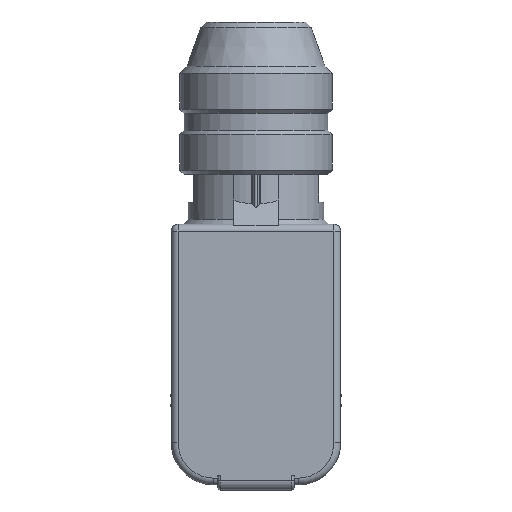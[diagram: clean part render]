
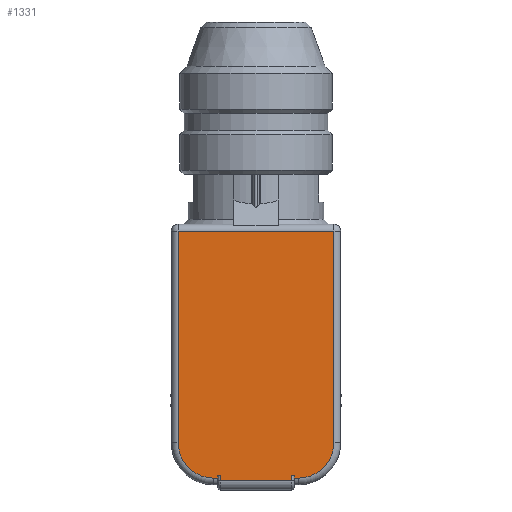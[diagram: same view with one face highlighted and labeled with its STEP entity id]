
A CAD part, left-side view. The second image highlights one B-rep face of the part: STEP entity #1331.
In plain terms, the highlighted planar face has unit normal (-1, 0, 0).
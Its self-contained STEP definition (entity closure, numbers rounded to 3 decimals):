
#1331=ADVANCED_FACE('',(#2610),#2221,.T.);
#2221=PLANE('',#14534);
#2610=FACE_OUTER_BOUND('',#3470,.T.);
#3470=EDGE_LOOP('',(#6198,#6199,#6200,#6201,#6202,#6203,#6204,#6205,#6206,
#6207,#6208,#6209,#6210,#6211));
#4461=LINE('',#20436,#5295);
#4462=LINE('',#20439,#5296);
#4463=LINE('',#20441,#5297);
#4464=LINE('',#20443,#5298);
#4465=LINE('',#20445,#5299);
#4466=LINE('',#20449,#5300);
#4467=LINE('',#20451,#5301);
#4468=LINE('',#20453,#5302);
#4469=LINE('',#20457,#5303);
#4470=LINE('',#20459,#5304);
#4471=LINE('',#20461,#5305);
#4472=LINE('',#20463,#5306);
#5295=VECTOR('',#16252,1.);
#5296=VECTOR('',#16253,1.);
#5297=VECTOR('',#16254,1.);
#5298=VECTOR('',#16255,1.);
#5299=VECTOR('',#16256,1.);
#5300=VECTOR('',#16259,1.);
#5301=VECTOR('',#16260,1.);
#5302=VECTOR('',#16261,1.);
#5303=VECTOR('',#16264,1.);
#5304=VECTOR('',#16265,1.);
#5305=VECTOR('',#16266,1.);
#5306=VECTOR('',#16267,1.);
#6198=ORIENTED_EDGE('',*,*,#11773,.T.);
#6199=ORIENTED_EDGE('',*,*,#11774,.T.);
#6200=ORIENTED_EDGE('',*,*,#11775,.F.);
#6201=ORIENTED_EDGE('',*,*,#11776,.F.);
#6202=ORIENTED_EDGE('',*,*,#11777,.T.);
#6203=ORIENTED_EDGE('',*,*,#11778,.T.);
#6204=ORIENTED_EDGE('',*,*,#11779,.T.);
#6205=ORIENTED_EDGE('',*,*,#11780,.F.);
#6206=ORIENTED_EDGE('',*,*,#11781,.T.);
#6207=ORIENTED_EDGE('',*,*,#11782,.T.);
#6208=ORIENTED_EDGE('',*,*,#11783,.T.);
#6209=ORIENTED_EDGE('',*,*,#11784,.T.);
#6210=ORIENTED_EDGE('',*,*,#11785,.F.);
#6211=ORIENTED_EDGE('',*,*,#11786,.T.);
#10460=VERTEX_POINT('',#20437);
#10461=VERTEX_POINT('',#20438);
#10462=VERTEX_POINT('',#20440);
#10463=VERTEX_POINT('',#20442);
#10464=VERTEX_POINT('',#20444);
#10465=VERTEX_POINT('',#20446);
#10466=VERTEX_POINT('',#20448);
#10467=VERTEX_POINT('',#20450);
#10468=VERTEX_POINT('',#20452);
#10469=VERTEX_POINT('',#20454);
#10470=VERTEX_POINT('',#20456);
#10471=VERTEX_POINT('',#20458);
#10472=VERTEX_POINT('',#20460);
#10473=VERTEX_POINT('',#20462);
#11773=EDGE_CURVE('',#10460,#10461,#4461,.T.);
#11774=EDGE_CURVE('',#10461,#10462,#4462,.T.);
#11775=EDGE_CURVE('',#10463,#10462,#4463,.T.);
#11776=EDGE_CURVE('',#10464,#10463,#4464,.T.);
#11777=EDGE_CURVE('',#10464,#10465,#4465,.T.);
#11778=EDGE_CURVE('',#10465,#10466,#13830,.T.);
#11779=EDGE_CURVE('',#10466,#10467,#4466,.T.);
#11780=EDGE_CURVE('',#10468,#10467,#4467,.T.);
#11781=EDGE_CURVE('',#10468,#10469,#4468,.T.);
#11782=EDGE_CURVE('',#10469,#10470,#13831,.T.);
#11783=EDGE_CURVE('',#10470,#10471,#4469,.T.);
#11784=EDGE_CURVE('',#10471,#10472,#4470,.T.);
#11785=EDGE_CURVE('',#10473,#10472,#4471,.T.);
#11786=EDGE_CURVE('',#10473,#10460,#4472,.T.);
#13830=CIRCLE('',#14532,4.2);
#13831=CIRCLE('',#14533,4.2);
#14532=AXIS2_PLACEMENT_3D('',#20447,#16257,#16258);
#14533=AXIS2_PLACEMENT_3D('',#20455,#16262,#16263);
#14534=AXIS2_PLACEMENT_3D('',#20464,#16268,#16269);
#16252=DIRECTION('',(0.,-1.,0.));
#16253=DIRECTION('',(0.,0.,1.));
#16254=DIRECTION('',(0.,1.,0.));
#16255=DIRECTION('',(0.,0.,1.));
#16256=DIRECTION('',(0.,-1.,0.));
#16257=DIRECTION('',(-1.,0.,0.));
#16258=DIRECTION('',(0.,0.,-1.));
#16259=DIRECTION('',(0.,0.,1.));
#16260=DIRECTION('',(0.,-1.,0.));
#16261=DIRECTION('',(0.,0.,-1.));
#16262=DIRECTION('',(-1.,0.,0.));
#16263=DIRECTION('',(0.,0.,-1.));
#16264=DIRECTION('',(0.,-1.,0.));
#16265=DIRECTION('',(0.,0.,1.));
#16266=DIRECTION('',(0.,1.,0.));
#16267=DIRECTION('',(0.,0.,-1.));
#16268=DIRECTION('',(-1.,0.,0.));
#16269=DIRECTION('',(0.,0.,1.));
#20436=CARTESIAN_POINT('',(-41.8,-4.5,-9.5));
#20437=CARTESIAN_POINT('',(-41.8,4.2,-9.5));
#20438=CARTESIAN_POINT('',(-41.8,-4.2,-9.5));
#20439=CARTESIAN_POINT('',(-41.8,-4.2,-8.9));
#20440=CARTESIAN_POINT('',(-41.8,-4.2,-8.9));
#20441=CARTESIAN_POINT('',(-41.8,-4.6,-8.9));
#20442=CARTESIAN_POINT('',(-41.8,-4.5,-8.9));
#20443=CARTESIAN_POINT('',(-41.8,-4.5,10.4));
#20444=CARTESIAN_POINT('',(-41.8,-4.5,-9.2));
#20445=CARTESIAN_POINT('',(-41.8,-5.,-9.2));
#20446=CARTESIAN_POINT('',(-41.8,-5.,-9.2));
#20447=CARTESIAN_POINT('',(-41.8,-5.,-5.));
#20448=CARTESIAN_POINT('',(-41.8,-9.2,-5.));
#20449=CARTESIAN_POINT('',(-41.8,-9.2,10.4));
#20450=CARTESIAN_POINT('',(-41.8,-9.2,20.));
#20451=CARTESIAN_POINT('',(-41.8,2.55,20.));
#20452=CARTESIAN_POINT('',(-41.8,9.2,20.));
#20453=CARTESIAN_POINT('',(-41.8,9.2,10.4));
#20454=CARTESIAN_POINT('',(-41.8,9.2,-5.));
#20455=CARTESIAN_POINT('',(-41.8,5.,-5.));
#20456=CARTESIAN_POINT('',(-41.8,5.,-9.2));
#20457=CARTESIAN_POINT('',(-41.8,-5.,-9.2));
#20458=CARTESIAN_POINT('',(-41.8,4.5,-9.2));
#20459=CARTESIAN_POINT('',(-41.8,4.5,-10.));
#20460=CARTESIAN_POINT('',(-41.8,4.5,-8.9));
#20461=CARTESIAN_POINT('',(-41.8,-4.6,-8.9));
#20462=CARTESIAN_POINT('',(-41.8,4.2,-8.9));
#20463=CARTESIAN_POINT('',(-41.8,4.2,-8.9));
#20464=CARTESIAN_POINT('',(-41.8,-4.5,-8.9));
